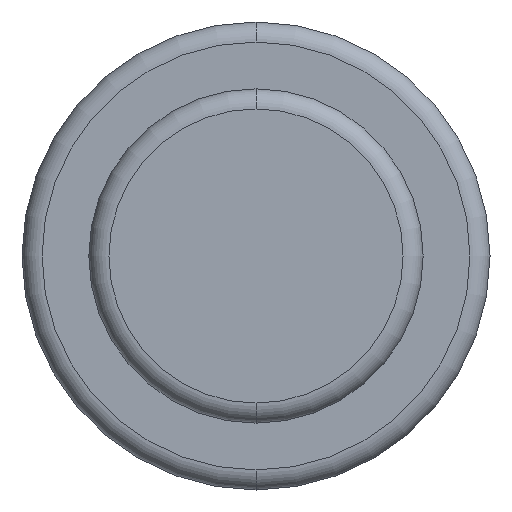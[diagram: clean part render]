
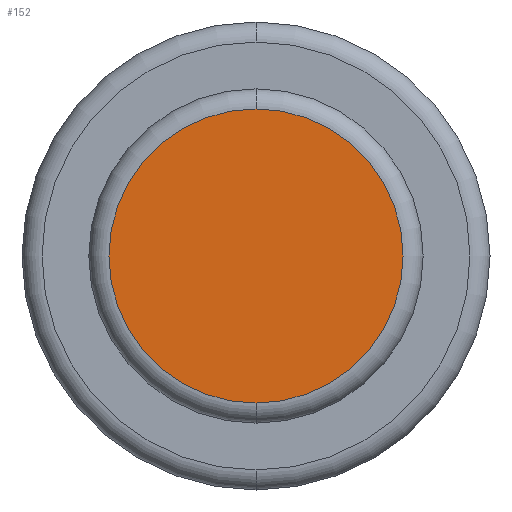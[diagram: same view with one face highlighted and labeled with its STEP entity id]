
A CAD part, front view. The second image highlights one B-rep face of the part: STEP entity #152.
In plain terms, the highlighted planar face has unit normal (0, -1, 0).
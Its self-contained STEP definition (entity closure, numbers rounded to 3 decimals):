
#24 = CARTESIAN_POINT ( 'NONE',  ( 0., 0., 0. ) ) ;
#74 = VERTEX_POINT ( 'NONE', #202 ) ;
#80 = PLANE ( 'NONE',  #114 ) ;
#90 = CARTESIAN_POINT ( 'NONE',  ( 0., 0., 0. ) ) ;
#114 = AXIS2_PLACEMENT_3D ( 'NONE', #24, #260, #284 ) ;
#118 = DIRECTION ( 'NONE',  ( 0., 0., 1. ) ) ;
#149 = DIRECTION ( 'NONE',  ( 0., 0., 1. ) ) ;
#152 = ADVANCED_FACE ( 'NONE', ( #216 ), #80, .F. ) ;
#167 = AXIS2_PLACEMENT_3D ( 'NONE', #231, #344, #118 ) ;
#197 = CIRCLE ( 'NONE', #287, 11. ) ;
#199 = EDGE_CURVE ( 'NONE', #74, #328, #334, .T. ) ;
#202 = CARTESIAN_POINT ( 'NONE',  ( 0., 0., -11. ) ) ;
#207 = EDGE_CURVE ( 'NONE', #328, #74, #197, .T. ) ;
#216 = FACE_OUTER_BOUND ( 'NONE', #273, .T. ) ;
#231 = CARTESIAN_POINT ( 'NONE',  ( 0., 0., 0. ) ) ;
#237 = ORIENTED_EDGE ( 'NONE', *, *, #199, .T. ) ;
#260 = DIRECTION ( 'NONE',  ( 0., 1., 0. ) ) ;
#273 = EDGE_LOOP ( 'NONE', ( #314, #237 ) ) ;
#284 = DIRECTION ( 'NONE',  ( 0., 0., 1. ) ) ;
#287 = AXIS2_PLACEMENT_3D ( 'NONE', #90, #290, #149 ) ;
#290 = DIRECTION ( 'NONE',  ( 0., -1., 0. ) ) ;
#314 = ORIENTED_EDGE ( 'NONE', *, *, #207, .T. ) ;
#328 = VERTEX_POINT ( 'NONE', #357 ) ;
#334 = CIRCLE ( 'NONE', #167, 11. ) ;
#344 = DIRECTION ( 'NONE',  ( 0., -1., 0. ) ) ;
#357 = CARTESIAN_POINT ( 'NONE',  ( 0., 0., 11. ) ) ;
